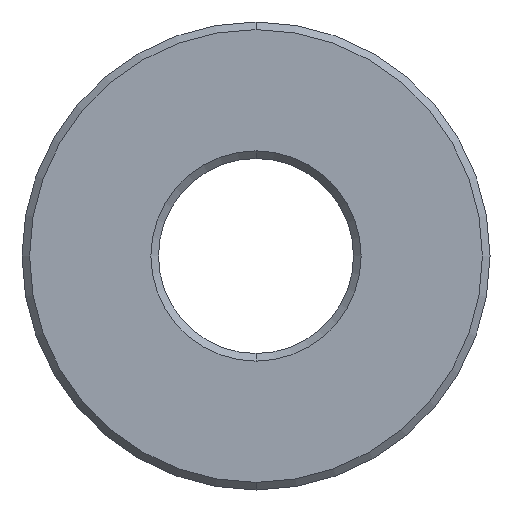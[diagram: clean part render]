
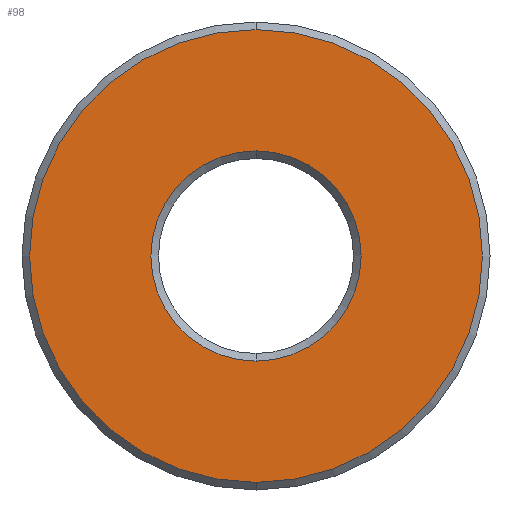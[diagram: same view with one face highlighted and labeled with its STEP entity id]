
A CAD part, front view. The second image highlights one B-rep face of the part: STEP entity #98.
In plain terms, the highlighted planar face has unit normal (0, -1, 0).
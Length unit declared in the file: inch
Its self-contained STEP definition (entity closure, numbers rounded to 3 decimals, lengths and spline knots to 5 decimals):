
#6 = EDGE_CURVE ( 'NONE', #353, #261, #112, .T. ) ;
#13 = DIRECTION ( 'NONE',  ( 0., 1., 0. ) ) ;
#16 = CARTESIAN_POINT ( 'NONE',  ( 0., 0., -0.139 ) ) ;
#30 = AXIS2_PLACEMENT_3D ( 'NONE', #284, #13, #254 ) ;
#37 = CIRCLE ( 'NONE', #281, 0.2995 ) ;
#41 = AXIS2_PLACEMENT_3D ( 'NONE', #235, #355, #137 ) ;
#45 = AXIS2_PLACEMENT_3D ( 'NONE', #50, #52, #404 ) ;
#50 = CARTESIAN_POINT ( 'NONE',  ( 0., 0., 0. ) ) ;
#52 = DIRECTION ( 'NONE',  ( 0., 1., 0. ) ) ;
#66 = ORIENTED_EDGE ( 'NONE', *, *, #72, .T. ) ;
#69 = CARTESIAN_POINT ( 'NONE',  ( 0., 0., 0. ) ) ;
#72 = EDGE_CURVE ( 'NONE', #261, #353, #237, .T. ) ;
#78 = DIRECTION ( 'NONE',  ( 0., 0., 1. ) ) ;
#91 = CARTESIAN_POINT ( 'NONE',  ( 0., 0., 0. ) ) ;
#98 = ADVANCED_FACE ( 'NONE', ( #154, #379 ), #125, .F. ) ;
#107 = VERTEX_POINT ( 'NONE', #351 ) ;
#112 = CIRCLE ( 'NONE', #326, 0.139 ) ;
#125 = PLANE ( 'NONE',  #30 ) ;
#134 = EDGE_CURVE ( 'NONE', #371, #107, #37, .T. ) ;
#137 = DIRECTION ( 'NONE',  ( 0., 0., 1. ) ) ;
#154 = FACE_BOUND ( 'NONE', #384, .T. ) ;
#171 = DIRECTION ( 'NONE',  ( 0., 0., 1. ) ) ;
#223 = CARTESIAN_POINT ( 'NONE',  ( 0., 0., 0.139 ) ) ;
#227 = ORIENTED_EDGE ( 'NONE', *, *, #403, .T. ) ;
#235 = CARTESIAN_POINT ( 'NONE',  ( 0., 0., 0. ) ) ;
#237 = CIRCLE ( 'NONE', #45, 0.139 ) ;
#254 = DIRECTION ( 'NONE',  ( 0., 0., 1. ) ) ;
#261 = VERTEX_POINT ( 'NONE', #16 ) ;
#263 = ORIENTED_EDGE ( 'NONE', *, *, #134, .T. ) ;
#281 = AXIS2_PLACEMENT_3D ( 'NONE', #91, #374, #78 ) ;
#284 = CARTESIAN_POINT ( 'NONE',  ( 0., 0., 0. ) ) ;
#290 = CARTESIAN_POINT ( 'NONE',  ( 0., 0., -0.2995 ) ) ;
#308 = EDGE_LOOP ( 'NONE', ( #227, #263 ) ) ;
#326 = AXIS2_PLACEMENT_3D ( 'NONE', #69, #338, #171 ) ;
#338 = DIRECTION ( 'NONE',  ( 0., 1., 0. ) ) ;
#351 = CARTESIAN_POINT ( 'NONE',  ( 0., 0., 0.2995 ) ) ;
#353 = VERTEX_POINT ( 'NONE', #223 ) ;
#355 = DIRECTION ( 'NONE',  ( 0., -1., 0. ) ) ;
#371 = VERTEX_POINT ( 'NONE', #290 ) ;
#374 = DIRECTION ( 'NONE',  ( 0., -1., 0. ) ) ;
#379 = FACE_OUTER_BOUND ( 'NONE', #308, .T. ) ;
#384 = EDGE_LOOP ( 'NONE', ( #66, #423 ) ) ;
#403 = EDGE_CURVE ( 'NONE', #107, #371, #410, .T. ) ;
#404 = DIRECTION ( 'NONE',  ( 0., 0., 1. ) ) ;
#410 = CIRCLE ( 'NONE', #41, 0.2995 ) ;
#423 = ORIENTED_EDGE ( 'NONE', *, *, #6, .T. ) ;
